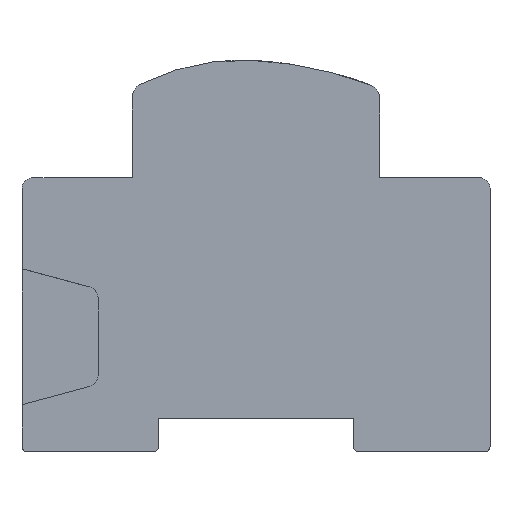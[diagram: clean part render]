
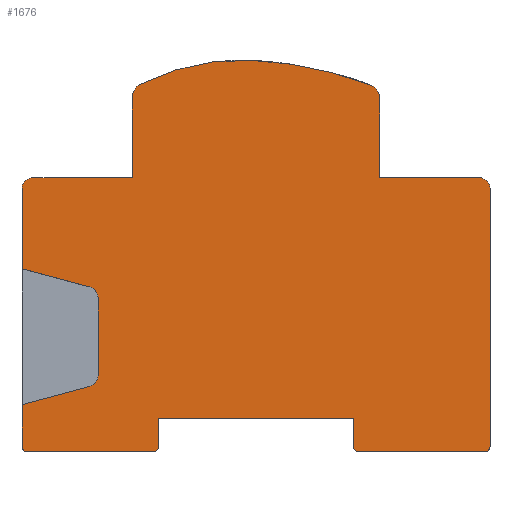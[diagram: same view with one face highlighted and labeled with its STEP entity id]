
A CAD part, top view. The second image highlights one B-rep face of the part: STEP entity #1676.
In plain terms, the highlighted planar face has unit normal (0, 0, 1).
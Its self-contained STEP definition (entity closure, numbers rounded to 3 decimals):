
#595=AXIS2_PLACEMENT_3D('Circle Axis2P3D',#593,#594,$) ;
#750=AXIS2_PLACEMENT_3D('Circle Axis2P3D',#748,#749,$) ;
#822=AXIS2_PLACEMENT_3D('Circle Axis2P3D',#820,#821,$) ;
#962=AXIS2_PLACEMENT_3D('Circle Axis2P3D',#960,#961,$) ;
#1012=AXIS2_PLACEMENT_3D('Circle Axis2P3D',#1010,#1011,$) ;
#1060=AXIS2_PLACEMENT_3D('Circle Axis2P3D',#1058,#1059,$) ;
#1156=AXIS2_PLACEMENT_3D('Circle Axis2P3D',#1154,#1155,$) ;
#1199=AXIS2_PLACEMENT_3D('Circle Axis2P3D',#1197,#1198,$) ;
#1495=AXIS2_PLACEMENT_3D('Circle Axis2P3D',#1493,#1494,$) ;
#1543=AXIS2_PLACEMENT_3D('Circle Axis2P3D',#1541,#1542,$) ;
#1622=AXIS2_PLACEMENT_3D('Circle Axis2P3D',#1620,#1621,$) ;
#1635=AXIS2_PLACEMENT_3D('Plane Axis2P3D',#1632,#1633,#1634) ;
#1644=AXIS2_PLACEMENT_3D('Circle Axis2P3D',#1642,#1643,$) ;
#590=CARTESIAN_POINT('Vertex',(-20.965,2.871,-4.45)) ;
#593=CARTESIAN_POINT('Axis2P3D Location',(-2.714,-32.828,-4.45)) ;
#597=CARTESIAN_POINT('Vertex',(-0.996,7.229,-4.45)) ;
#685=CARTESIAN_POINT('Line Origine',(-42.568,-23.4,-4.45)) ;
#689=CARTESIAN_POINT('Vertex',(-42.568,-30.7,-4.45)) ;
#691=CARTESIAN_POINT('Vertex',(-42.568,-16.1,-4.45)) ;
#703=CARTESIAN_POINT('Vertex',(-42.568,-63.,-4.45)) ;
#706=CARTESIAN_POINT('Line Origine',(-42.568,-59.2,-4.45)) ;
#710=CARTESIAN_POINT('Vertex',(-42.568,-55.401,-4.45)) ;
#748=CARTESIAN_POINT('Axis2P3D Location',(-40.575,-16.1,-4.45)) ;
#752=CARTESIAN_POINT('Vertex',(-40.575,-14.107,-4.45)) ;
#772=CARTESIAN_POINT('Line Origine',(-31.534,-14.107,-4.45)) ;
#776=CARTESIAN_POINT('Vertex',(-22.493,-14.107,-4.45)) ;
#796=CARTESIAN_POINT('Line Origine',(-22.493,-6.767,-4.45)) ;
#800=CARTESIAN_POINT('Vertex',(-22.493,0.572,-4.45)) ;
#820=CARTESIAN_POINT('Axis2P3D Location',(-20.,0.572,-4.45)) ;
#841=CARTESIAN_POINT('Vertex',(22.493,0.396,-4.45)) ;
#844=CARTESIAN_POINT('Line Origine',(22.493,-6.855,-4.45)) ;
#848=CARTESIAN_POINT('Vertex',(22.493,-14.107,-4.45)) ;
#879=CARTESIAN_POINT('Line Origine',(31.534,-14.107,-4.45)) ;
#883=CARTESIAN_POINT('Vertex',(40.575,-14.107,-4.45)) ;
#960=CARTESIAN_POINT('Axis2P3D Location',(40.575,-16.1,-4.45)) ;
#964=CARTESIAN_POINT('Vertex',(42.568,-16.1,-4.45)) ;
#1007=CARTESIAN_POINT('Vertex',(42.568,-63.,-4.45)) ;
#1010=CARTESIAN_POINT('Axis2P3D Location',(41.575,-63.,-4.45)) ;
#1014=CARTESIAN_POINT('Vertex',(41.575,-63.993,-4.45)) ;
#1034=CARTESIAN_POINT('Line Origine',(30.163,-63.993,-4.45)) ;
#1038=CARTESIAN_POINT('Vertex',(18.75,-63.993,-4.45)) ;
#1058=CARTESIAN_POINT('Axis2P3D Location',(18.75,-63.,-4.45)) ;
#1062=CARTESIAN_POINT('Vertex',(17.757,-63.,-4.45)) ;
#1082=CARTESIAN_POINT('Line Origine',(17.757,-60.497,-4.45)) ;
#1086=CARTESIAN_POINT('Vertex',(17.757,-57.993,-4.45)) ;
#1106=CARTESIAN_POINT('Line Origine',(0.,-57.993,-4.45)) ;
#1110=CARTESIAN_POINT('Vertex',(-17.757,-57.993,-4.45)) ;
#1130=CARTESIAN_POINT('Line Origine',(-17.757,-60.497,-4.45)) ;
#1134=CARTESIAN_POINT('Vertex',(-17.757,-63.,-4.45)) ;
#1154=CARTESIAN_POINT('Axis2P3D Location',(-18.75,-63.,-4.45)) ;
#1158=CARTESIAN_POINT('Vertex',(-18.75,-63.993,-4.45)) ;
#1173=CARTESIAN_POINT('Line Origine',(-30.162,-63.993,-4.45)) ;
#1177=CARTESIAN_POINT('Vertex',(-41.575,-63.993,-4.45)) ;
#1197=CARTESIAN_POINT('Axis2P3D Location',(-41.575,-63.,-4.45)) ;
#1225=CARTESIAN_POINT('Vertex',(-30.264,-33.997,-4.45)) ;
#1228=CARTESIAN_POINT('Line Origine',(-36.416,-32.349,-4.45)) ;
#1493=CARTESIAN_POINT('Axis2P3D Location',(-30.8,-35.998,-4.45)) ;
#1497=CARTESIAN_POINT('Vertex',(-28.729,-35.998,-4.45)) ;
#1521=CARTESIAN_POINT('Vertex',(-28.729,-50.103,-4.45)) ;
#1524=CARTESIAN_POINT('Line Origine',(-28.729,-43.051,-4.45)) ;
#1541=CARTESIAN_POINT('Axis2P3D Location',(-30.8,-50.103,-4.45)) ;
#1545=CARTESIAN_POINT('Vertex',(-30.264,-52.104,-4.45)) ;
#1565=CARTESIAN_POINT('Line Origine',(-36.416,-53.752,-4.45)) ;
#1617=CARTESIAN_POINT('Vertex',(20.885,2.727,-4.45)) ;
#1620=CARTESIAN_POINT('Axis2P3D Location',(20.,0.396,-4.45)) ;
#1632=CARTESIAN_POINT('Axis2P3D Location',(0.,0.,-4.45)) ;
#1637=CARTESIAN_POINT('Line Origine',(42.568,-39.55,-4.45)) ;
#1642=CARTESIAN_POINT('Axis2P3D Location',(-4.,-62.8,-4.45)) ;
#594=DIRECTION('Axis2P3D Direction',(0.,0.,-1.)) ;
#686=DIRECTION('Vector Direction',(0.,1.,0.)) ;
#707=DIRECTION('Vector Direction',(0.,1.,0.)) ;
#749=DIRECTION('Axis2P3D Direction',(0.,0.,-1.)) ;
#773=DIRECTION('Vector Direction',(-1.,0.,0.)) ;
#797=DIRECTION('Vector Direction',(0.,1.,0.)) ;
#821=DIRECTION('Axis2P3D Direction',(0.,0.,-1.)) ;
#845=DIRECTION('Vector Direction',(0.,1.,0.)) ;
#880=DIRECTION('Vector Direction',(1.,0.,0.)) ;
#961=DIRECTION('Axis2P3D Direction',(0.,0.,-1.)) ;
#1011=DIRECTION('Axis2P3D Direction',(0.,0.,-1.)) ;
#1035=DIRECTION('Vector Direction',(-1.,0.,0.)) ;
#1059=DIRECTION('Axis2P3D Direction',(0.,0.,-1.)) ;
#1083=DIRECTION('Vector Direction',(0.,1.,0.)) ;
#1107=DIRECTION('Vector Direction',(1.,0.,0.)) ;
#1131=DIRECTION('Vector Direction',(0.,-1.,0.)) ;
#1155=DIRECTION('Axis2P3D Direction',(0.,0.,-1.)) ;
#1174=DIRECTION('Vector Direction',(-1.,0.,0.)) ;
#1198=DIRECTION('Axis2P3D Direction',(0.,0.,-1.)) ;
#1229=DIRECTION('Vector Direction',(-0.966,0.259,0.)) ;
#1494=DIRECTION('Axis2P3D Direction',(0.,0.,-1.)) ;
#1525=DIRECTION('Vector Direction',(0.,-1.,0.)) ;
#1542=DIRECTION('Axis2P3D Direction',(0.,0.,-1.)) ;
#1566=DIRECTION('Vector Direction',(-0.966,-0.259,0.)) ;
#1621=DIRECTION('Axis2P3D Direction',(0.,0.,-1.)) ;
#1633=DIRECTION('Axis2P3D Direction',(0.,0.,-1.)) ;
#1634=DIRECTION('Axis2P3D XDirection',(1.,0.,0.)) ;
#1638=DIRECTION('Vector Direction',(0.,-1.,0.)) ;
#1643=DIRECTION('Axis2P3D Direction',(0.,0.,-1.)) ;
#687=VECTOR('Line Direction',#686,1.) ;
#708=VECTOR('Line Direction',#707,1.) ;
#774=VECTOR('Line Direction',#773,1.) ;
#798=VECTOR('Line Direction',#797,1.) ;
#846=VECTOR('Line Direction',#845,1.) ;
#881=VECTOR('Line Direction',#880,1.) ;
#1036=VECTOR('Line Direction',#1035,1.) ;
#1084=VECTOR('Line Direction',#1083,1.) ;
#1108=VECTOR('Line Direction',#1107,1.) ;
#1132=VECTOR('Line Direction',#1131,1.) ;
#1175=VECTOR('Line Direction',#1174,1.) ;
#1230=VECTOR('Line Direction',#1229,1.) ;
#1526=VECTOR('Line Direction',#1525,1.) ;
#1567=VECTOR('Line Direction',#1566,1.) ;
#1639=VECTOR('Line Direction',#1638,1.) ;
#1648=ORIENTED_EDGE('',*,*,#1232,.F.) ;
#1649=ORIENTED_EDGE('',*,*,#1499,.T.) ;
#1650=ORIENTED_EDGE('',*,*,#1528,.T.) ;
#1651=ORIENTED_EDGE('',*,*,#1547,.T.) ;
#1652=ORIENTED_EDGE('',*,*,#1569,.T.) ;
#1653=ORIENTED_EDGE('',*,*,#712,.F.) ;
#1654=ORIENTED_EDGE('',*,*,#1201,.F.) ;
#1655=ORIENTED_EDGE('',*,*,#1179,.F.) ;
#1656=ORIENTED_EDGE('',*,*,#1160,.F.) ;
#1657=ORIENTED_EDGE('',*,*,#1136,.F.) ;
#1658=ORIENTED_EDGE('',*,*,#1112,.F.) ;
#1659=ORIENTED_EDGE('',*,*,#1088,.F.) ;
#1660=ORIENTED_EDGE('',*,*,#1064,.F.) ;
#1661=ORIENTED_EDGE('',*,*,#1040,.F.) ;
#1662=ORIENTED_EDGE('',*,*,#1016,.F.) ;
#1663=ORIENTED_EDGE('',*,*,#1641,.F.) ;
#1664=ORIENTED_EDGE('',*,*,#966,.F.) ;
#1665=ORIENTED_EDGE('',*,*,#885,.F.) ;
#1666=ORIENTED_EDGE('',*,*,#850,.F.) ;
#1667=ORIENTED_EDGE('',*,*,#1624,.F.) ;
#1668=ORIENTED_EDGE('',*,*,#1646,.F.) ;
#1669=ORIENTED_EDGE('',*,*,#599,.F.) ;
#1670=ORIENTED_EDGE('',*,*,#824,.F.) ;
#1671=ORIENTED_EDGE('',*,*,#802,.F.) ;
#1672=ORIENTED_EDGE('',*,*,#778,.F.) ;
#1673=ORIENTED_EDGE('',*,*,#754,.F.) ;
#1674=ORIENTED_EDGE('',*,*,#693,.F.) ;
#1676=ADVANCED_FACE('PartBody',(#1675),#1636,.F.) ;
#596=CIRCLE('generated circle',#595,40.093) ;
#751=CIRCLE('generated circle',#750,1.993) ;
#823=CIRCLE('generated circle',#822,2.493) ;
#963=CIRCLE('generated circle',#962,1.993) ;
#1013=CIRCLE('generated circle',#1012,0.993) ;
#1061=CIRCLE('generated circle',#1060,0.993) ;
#1157=CIRCLE('generated circle',#1156,0.993) ;
#1200=CIRCLE('generated circle',#1199,0.993) ;
#1496=CIRCLE('generated circle',#1495,2.071) ;
#1544=CIRCLE('generated circle',#1543,2.071) ;
#1623=CIRCLE('generated circle',#1622,2.493) ;
#1645=CIRCLE('generated circle',#1644,70.093) ;
#599=EDGE_CURVE('',#591,#598,#596,.T.) ;
#693=EDGE_CURVE('',#690,#692,#688,.T.) ;
#712=EDGE_CURVE('',#704,#711,#709,.T.) ;
#754=EDGE_CURVE('',#692,#753,#751,.T.) ;
#778=EDGE_CURVE('',#753,#777,#775,.F.) ;
#802=EDGE_CURVE('',#777,#801,#799,.T.) ;
#824=EDGE_CURVE('',#801,#591,#823,.T.) ;
#850=EDGE_CURVE('',#842,#849,#847,.F.) ;
#885=EDGE_CURVE('',#849,#884,#882,.T.) ;
#966=EDGE_CURVE('',#884,#965,#963,.T.) ;
#1016=EDGE_CURVE('',#1008,#1015,#1013,.T.) ;
#1040=EDGE_CURVE('',#1015,#1039,#1037,.T.) ;
#1064=EDGE_CURVE('',#1039,#1063,#1061,.T.) ;
#1088=EDGE_CURVE('',#1063,#1087,#1085,.T.) ;
#1112=EDGE_CURVE('',#1087,#1111,#1109,.F.) ;
#1136=EDGE_CURVE('',#1111,#1135,#1133,.T.) ;
#1160=EDGE_CURVE('',#1135,#1159,#1157,.T.) ;
#1179=EDGE_CURVE('',#1159,#1178,#1176,.T.) ;
#1201=EDGE_CURVE('',#1178,#704,#1200,.T.) ;
#1232=EDGE_CURVE('',#1226,#690,#1231,.T.) ;
#1499=EDGE_CURVE('',#1226,#1498,#1496,.T.) ;
#1528=EDGE_CURVE('',#1498,#1522,#1527,.T.) ;
#1547=EDGE_CURVE('',#1522,#1546,#1544,.T.) ;
#1569=EDGE_CURVE('',#1546,#711,#1568,.T.) ;
#1624=EDGE_CURVE('',#1618,#842,#1623,.T.) ;
#1641=EDGE_CURVE('',#965,#1008,#1640,.T.) ;
#1646=EDGE_CURVE('',#598,#1618,#1645,.T.) ;
#1647=EDGE_LOOP('',(#1648,#1649,#1650,#1651,#1652,#1653,#1654,#1655,#1656,#1657,#1658,#1659,#1660,#1661,#1662,#1663,#1664,#1665,#1666,#1667,#1668,#1669,#1670,#1671,#1672,#1673,#1674)) ;
#1675=FACE_OUTER_BOUND('',#1647,.T.) ;
#688=LINE('Line',#685,#687) ;
#709=LINE('Line',#706,#708) ;
#775=LINE('Line',#772,#774) ;
#799=LINE('Line',#796,#798) ;
#847=LINE('Line',#844,#846) ;
#882=LINE('Line',#879,#881) ;
#1037=LINE('Line',#1034,#1036) ;
#1085=LINE('Line',#1082,#1084) ;
#1109=LINE('Line',#1106,#1108) ;
#1133=LINE('Line',#1130,#1132) ;
#1176=LINE('Line',#1173,#1175) ;
#1231=LINE('Line',#1228,#1230) ;
#1527=LINE('Line',#1524,#1526) ;
#1568=LINE('Line',#1565,#1567) ;
#1640=LINE('Line',#1637,#1639) ;
#1636=PLANE('',#1635) ;
#591=VERTEX_POINT('',#590) ;
#598=VERTEX_POINT('',#597) ;
#690=VERTEX_POINT('',#689) ;
#692=VERTEX_POINT('',#691) ;
#704=VERTEX_POINT('',#703) ;
#711=VERTEX_POINT('',#710) ;
#753=VERTEX_POINT('',#752) ;
#777=VERTEX_POINT('',#776) ;
#801=VERTEX_POINT('',#800) ;
#842=VERTEX_POINT('',#841) ;
#849=VERTEX_POINT('',#848) ;
#884=VERTEX_POINT('',#883) ;
#965=VERTEX_POINT('',#964) ;
#1008=VERTEX_POINT('',#1007) ;
#1015=VERTEX_POINT('',#1014) ;
#1039=VERTEX_POINT('',#1038) ;
#1063=VERTEX_POINT('',#1062) ;
#1087=VERTEX_POINT('',#1086) ;
#1111=VERTEX_POINT('',#1110) ;
#1135=VERTEX_POINT('',#1134) ;
#1159=VERTEX_POINT('',#1158) ;
#1178=VERTEX_POINT('',#1177) ;
#1226=VERTEX_POINT('',#1225) ;
#1498=VERTEX_POINT('',#1497) ;
#1522=VERTEX_POINT('',#1521) ;
#1546=VERTEX_POINT('',#1545) ;
#1618=VERTEX_POINT('',#1617) ;
